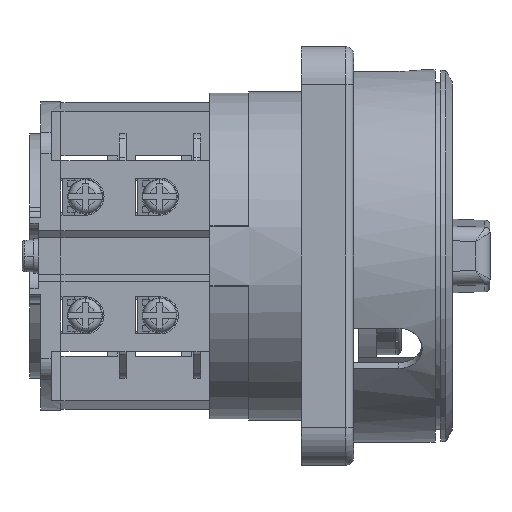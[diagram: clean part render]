
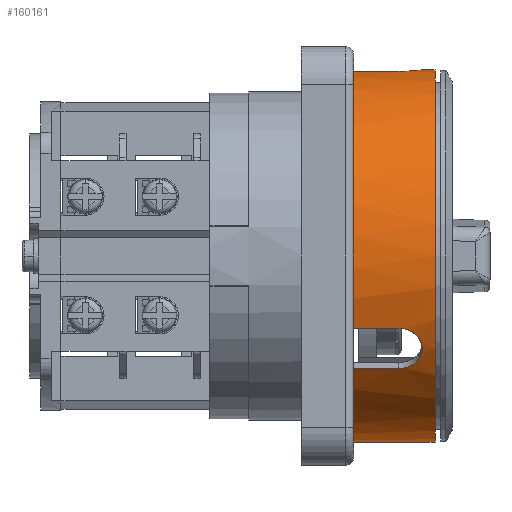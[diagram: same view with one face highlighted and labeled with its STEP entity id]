
A CAD part, left-side view. The second image highlights one B-rep face of the part: STEP entity #160161.
In plain terms, the highlighted cylindrical face has radius 32 mm (diameter 64 mm), a partial arc.
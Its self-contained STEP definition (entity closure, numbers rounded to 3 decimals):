
#156683=CARTESIAN_POINT('',(-6.774,-42.343,
10.417));
#156684=DIRECTION('',(0.,1.,0.));
#156685=DIRECTION('',(0.,0.,-1.));
#156686=AXIS2_PLACEMENT_3D('',#156683,#156684,#156685);
#156707=DIRECTION('',(0.,1.,0.));
#156708=VECTOR('',#156707,2.2);
#156709=CARTESIAN_POINT('',(-6.774,-42.343,
42.417));
#156710=LINE('',#156709,#156708);
#156735=DIRECTION('',(0.,1.,0.));
#156736=VECTOR('',#156735,14.);
#156737=CARTESIAN_POINT('',(-6.774,-42.343,
-21.583));
#156738=LINE('',#156737,#156736);
#156742=DIRECTION('',(0.,-1.,0.));
#156743=VECTOR('',#156742,7.8);
#156744=CARTESIAN_POINT('',(-32.27,-28.343,
-8.922));
#156745=LINE('',#156744,#156743);
#156749=DIRECTION('',(0.,1.,0.));
#156750=VECTOR('',#156749,7.8);
#156751=CARTESIAN_POINT('',(-36.27,-36.143,
-1.994));
#156752=LINE('',#156751,#156750);
#156756=DIRECTION('',(0.,-1.,0.));
#156757=VECTOR('',#156756,7.8);
#156758=CARTESIAN_POINT('',(-10.774,-28.343,
42.166));
#156759=LINE('',#156758,#156757);
#156912=CARTESIAN_POINT('',(-6.774,-28.343,
10.417));
#156913=DIRECTION('',(0.,-1.,0.));
#156914=DIRECTION('',(-0.797,0.,-0.604));
#156915=AXIS2_PLACEMENT_3D('',#156912,#156913,#156914);
#156960=CARTESIAN_POINT('',(-6.774,-28.343,
10.417));
#156961=DIRECTION('',(0.,-1.,0.));
#156962=DIRECTION('',(-0.125,0.,0.992));
#156963=AXIS2_PLACEMENT_3D('',#156960,#156961,#156962);
#157995=CARTESIAN_POINT('',(-6.774,-40.143,
42.417));
#157996=CARTESIAN_POINT('',(-7.071,-40.143,
42.417));
#157997=CARTESIAN_POINT('',(-7.666,-40.077,
42.408));
#157998=CARTESIAN_POINT('',(-8.524,-39.778,
42.372));
#157999=CARTESIAN_POINT('',(-9.286,-39.299,
42.321));
#158000=CARTESIAN_POINT('',(-9.926,-38.66,
42.263));
#158001=CARTESIAN_POINT('',(-10.407,-37.897,
42.211));
#158002=CARTESIAN_POINT('',(-10.707,-37.041,
42.174));
#158003=CARTESIAN_POINT('',(-10.774,-36.442,
42.166));
#158004=CARTESIAN_POINT('',(-10.774,-36.143,
42.166));
#158107=CARTESIAN_POINT('',(-36.27,-36.143,
-1.994));
#158108=CARTESIAN_POINT('',(-36.27,-36.44,
-1.994));
#158109=CARTESIAN_POINT('',(-36.244,-37.037,
-2.055));
#158110=CARTESIAN_POINT('',(-36.125,-37.897,
-2.333));
#158111=CARTESIAN_POINT('',(-35.926,-38.669,
-2.784));
#158112=CARTESIAN_POINT('',(-35.661,-39.296,
-3.357));
#158113=CARTESIAN_POINT('',(-35.324,-39.778,
-4.046));
#158114=CARTESIAN_POINT('',(-34.926,-40.077,
-4.806));
#158115=CARTESIAN_POINT('',(-34.491,-40.177,
-5.584));
#158116=CARTESIAN_POINT('',(-34.031,-40.075,
-6.356));
#158117=CARTESIAN_POINT('',(-33.579,-39.782,
-7.069));
#158118=CARTESIAN_POINT('',(-33.149,-39.3,
-7.709));
#158119=CARTESIAN_POINT('',(-32.784,-38.673,
-8.228));
#158120=CARTESIAN_POINT('',(-32.49,-37.891,
-8.63));
#158121=CARTESIAN_POINT('',(-32.31,-37.036,
-8.868));
#158122=CARTESIAN_POINT('',(-32.27,-36.44,
-8.922));
#158123=CARTESIAN_POINT('',(-32.27,-36.143,
-8.922));
#159624=CARTESIAN_POINT('',(-6.774,-42.343,
42.417));
#159625=CARTESIAN_POINT('',(-6.774,-42.343,
-21.583));
#159626=VERTEX_POINT('',#159624);
#159627=VERTEX_POINT('',#159625);
#159632=CARTESIAN_POINT('',(-6.774,-40.143,
42.417));
#159633=VERTEX_POINT('',#159632);
#159644=CARTESIAN_POINT('',(-6.774,-28.343,
-21.583));
#159645=VERTEX_POINT('',#159644);
#159646=CARTESIAN_POINT('',(-32.27,-28.343,
-8.922));
#159647=VERTEX_POINT('',#159646);
#159648=CARTESIAN_POINT('',(-32.27,-36.143,
-8.922));
#159649=VERTEX_POINT('',#159648);
#159650=VERTEX_POINT('',#158107);
#159651=CARTESIAN_POINT('',(-36.27,-28.343,
-1.994));
#159652=VERTEX_POINT('',#159651);
#159653=CARTESIAN_POINT('',(-10.774,-28.343,
42.166));
#159654=VERTEX_POINT('',#159653);
#159655=CARTESIAN_POINT('',(-10.774,-36.143,
42.166));
#159656=VERTEX_POINT('',#159655);
#160137=CARTESIAN_POINT('',(-6.774,-42.343,
10.417));
#160138=DIRECTION('',(0.,1.,0.));
#160139=DIRECTION('',(0.,0.,1.));
#160140=AXIS2_PLACEMENT_3D('',#160137,#160138,#160139);
#160141=CYLINDRICAL_SURFACE('',#160140,32.);
#160142=ORIENTED_EDGE('',*,*,#160132,.T.);
#160144=ORIENTED_EDGE('',*,*,#160143,.F.);
#160146=ORIENTED_EDGE('',*,*,#160145,.T.);
#160148=ORIENTED_EDGE('',*,*,#160147,.F.);
#160150=ORIENTED_EDGE('',*,*,#160149,.T.);
#160152=ORIENTED_EDGE('',*,*,#160151,.F.);
#160154=ORIENTED_EDGE('',*,*,#160153,.T.);
#160156=ORIENTED_EDGE('',*,*,#160155,.F.);
#160157=ORIENTED_EDGE('',*,*,#160116,.F.);
#160158=ORIENTED_EDGE('',*,*,#160099,.F.);
#160159=EDGE_LOOP('',(#160142,#160144,#160146,#160148,#160150,#160152,#160154,
#160156,#160157,#160158));
#160160=FACE_OUTER_BOUND('',#160159,.F.);
#156687=CIRCLE('',#156686,32.);
#156916=CIRCLE('',#156915,32.);
#156964=CIRCLE('',#156963,32.);
#158005=B_SPLINE_CURVE_WITH_KNOTS('',3,(#157995,#157996,#157997,#157998,#157999,
#158000,#158001,#158002,#158003,#158004),.UNSPECIFIED.,.F.,.F.,(4,1,1,1,1,1,1,
4),(0.,0.143,0.286,0.429,
0.571,0.714,0.857,1.),.UNSPECIFIED.);
#158124=B_SPLINE_CURVE_WITH_KNOTS('',3,(#158107,#158108,#158109,#158110,#158111,
#158112,#158113,#158114,#158115,#158116,#158117,#158118,#158119,#158120,#158121,
#158122,#158123),.UNSPECIFIED.,.F.,.F.,(4,1,1,1,1,1,1,1,1,1,1,1,1,1,4),(0.,
0.071,0.143,0.214,0.286,
0.357,0.429,0.5,0.571,0.643,
0.714,0.786,0.857,0.929,1.),
.UNSPECIFIED.);
#160099=EDGE_CURVE('',#159627,#159626,#156687,.T.);
#160116=EDGE_CURVE('',#159626,#159633,#156710,.T.);
#160132=EDGE_CURVE('',#159627,#159645,#156738,.T.);
#160143=EDGE_CURVE('',#159647,#159645,#156916,.T.);
#160145=EDGE_CURVE('',#159647,#159649,#156745,.T.);
#160147=EDGE_CURVE('',#159650,#159649,#158124,.T.);
#160149=EDGE_CURVE('',#159650,#159652,#156752,.T.);
#160151=EDGE_CURVE('',#159654,#159652,#156964,.T.);
#160153=EDGE_CURVE('',#159654,#159656,#156759,.T.);
#160155=EDGE_CURVE('',#159633,#159656,#158005,.T.);
#160161=ADVANCED_FACE('',(#160160),#160141,.T.);
